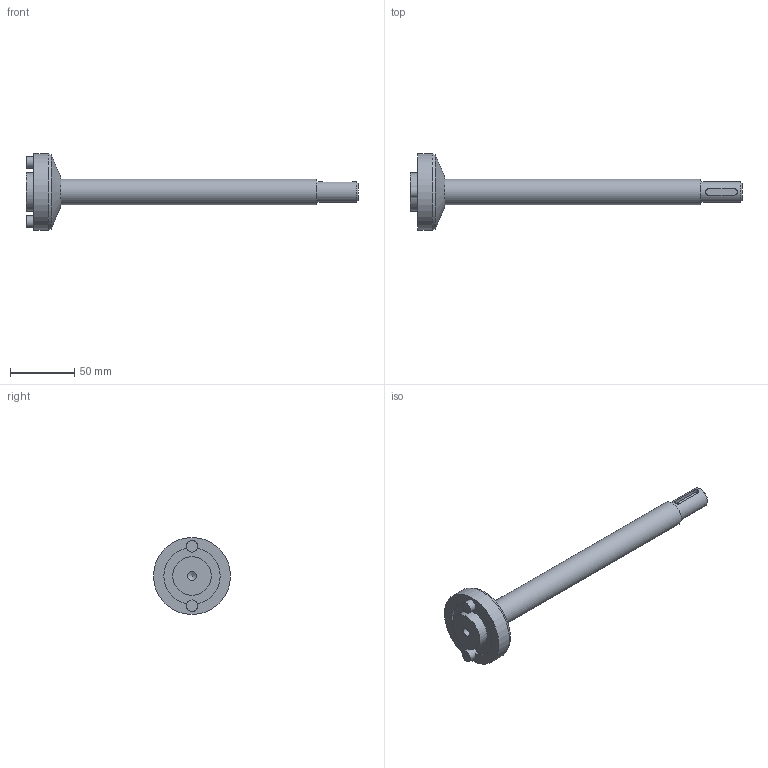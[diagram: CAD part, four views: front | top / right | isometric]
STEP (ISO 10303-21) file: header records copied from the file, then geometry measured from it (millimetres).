
FILE_DESCRIPTION(('FreeCAD Model'),'2;1');
FILE_NAME('Combiné à bois - Boitier de scie - Arbre et flasque porte lame.step','2020-11-13T17:49:12',( 'Author'),(''),'Open CASCADE STEP processor 7.4','FreeCAD','Unknown' );
FILE_SCHEMA(('AUTOMOTIVE_DESIGN { 1 0 10303 214 1 1 1 1 }'));
Length unit declared in the file: millimetre
Products named in the file (1): Body
Bounding box: 259 x 60 x 60 mm (x, y, z)
Volume: 120217.1 mm3; surface area: 24366.7 mm2
Topology: 1 solids, 1 shells, 27 faces, 58 edges, 38 vertices
Faces by surface type: cylinder 12, plane 11, cone 4
Full cylindrical faces by diameter (mm): 6.75 x1, 9 x2, 16 x1, 20 x1, 30 x1, 60 x1
Entity records: 1908 total; most frequent: CARTESIAN_POINT 681, DIRECTION 239, ORIENTED_EDGE 114, PCURVE 114, DEFINITIONAL_REPRESENTATION 114, LINE 105, VECTOR 105, AXIS2_PLACEMENT_3D 57
